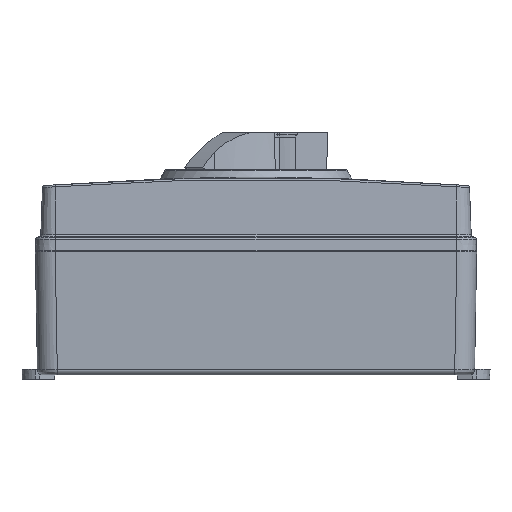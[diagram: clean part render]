
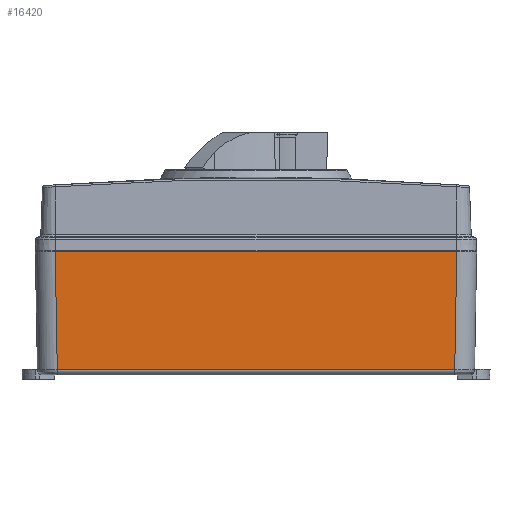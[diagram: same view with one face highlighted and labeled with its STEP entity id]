
A CAD part, left-side view. The second image highlights one B-rep face of the part: STEP entity #16420.
In plain terms, the highlighted planar face has unit normal (-1, 0, -0.018).
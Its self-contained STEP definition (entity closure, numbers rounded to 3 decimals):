
#1491=CARTESIAN_POINT('',(-78.006,-90.958,58.));
#1501=DIRECTION('',(0.,1.,0.));
#1502=VECTOR('',#1501,181.915);
#1503=CARTESIAN_POINT('',(-78.006,-90.958,58.));
#1504=LINE('',#1503,#1502);
#1513=CARTESIAN_POINT('',(-78.006,90.958,58.));
#3737=CARTESIAN_POINT('',(-77.072,90.023,4.456));
#3757=DIRECTION('',(0.,1.,0.));
#3758=VECTOR('',#3757,180.046);
#3759=CARTESIAN_POINT('',(-77.072,-90.023,
4.456));
#3760=LINE('',#3759,#3758);
#3761=DIRECTION('',(-0.017,0.017,1.));
#3762=VECTOR('',#3761,53.56);
#3763=CARTESIAN_POINT('',(-77.072,90.023,4.456));
#3764=LINE('',#3763,#3762);
#3765=DIRECTION('',(-0.017,-0.017,1.));
#3766=VECTOR('',#3765,53.56);
#3767=CARTESIAN_POINT('',(-77.072,-90.023,
4.456));
#3768=LINE('',#3767,#3766);
#12294=VERTEX_POINT('',#1491);
#12297=VERTEX_POINT('',#1513);
#12309=VERTEX_POINT('',#3737);
#12312=CARTESIAN_POINT('',(-77.072,-90.023,
4.456));
#12313=VERTEX_POINT('',#12312);
#16408=CARTESIAN_POINT('',(-78.05,0.,60.5));
#16409=DIRECTION('',(-1.,0.,-0.017));
#16410=DIRECTION('',(0.,-1.,0.));
#16411=AXIS2_PLACEMENT_3D('',#16408,#16409,#16410);
#16412=PLANE('',#16411);
#16413=ORIENTED_EDGE('',*,*,#16296,.T.);
#16414=ORIENTED_EDGE('',*,*,#16403,.T.);
#16415=ORIENTED_EDGE('',*,*,#13844,.F.);
#16417=ORIENTED_EDGE('',*,*,#16416,.F.);
#16418=EDGE_LOOP('',(#16413,#16414,#16415,#16417));
#16419=FACE_OUTER_BOUND('',#16418,.F.);
#16420=ADVANCED_FACE('',(#16419),#16412,.T.);
#13844=EDGE_CURVE('',#12294,#12297,#1504,.T.);
#16296=EDGE_CURVE('',#12313,#12309,#3760,.T.);
#16403=EDGE_CURVE('',#12309,#12297,#3764,.T.);
#16416=EDGE_CURVE('',#12313,#12294,#3768,.T.);
